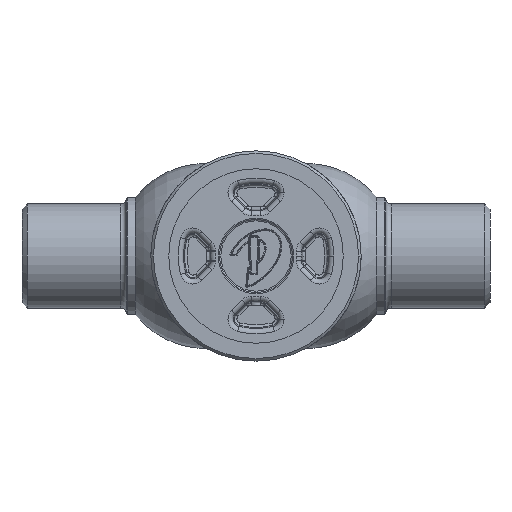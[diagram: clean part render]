
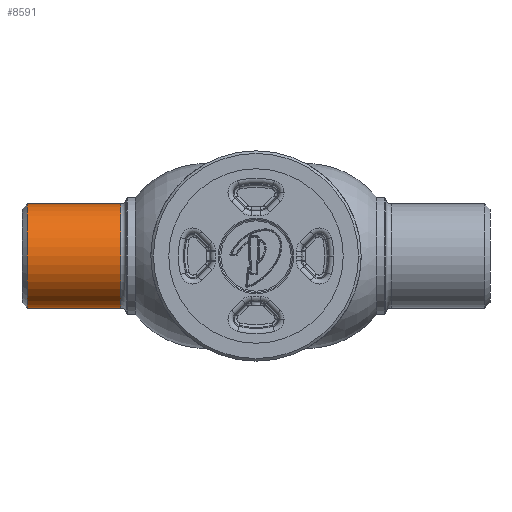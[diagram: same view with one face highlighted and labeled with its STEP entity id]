
A CAD part, front view. The second image highlights one B-rep face of the part: STEP entity #8591.
In plain terms, the highlighted cylindrical face has radius 20 mm (diameter 40 mm), a partial arc.
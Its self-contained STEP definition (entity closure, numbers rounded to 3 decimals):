
#49 = LINE ( 'NONE', #1321, #1680 ) ;
#547 = CARTESIAN_POINT ( 'NONE',  ( -87.9, 40., 0. ) ) ;
#684 = CARTESIAN_POINT ( 'NONE',  ( -87.615, 40., 20. ) ) ;
#857 = DIRECTION ( 'NONE',  ( -1., 0., 0. ) ) ;
#1256 = DIRECTION ( 'NONE',  ( 0., 0., -1. ) ) ;
#1321 = CARTESIAN_POINT ( 'NONE',  ( -87.615, 40., -20. ) ) ;
#1400 = VERTEX_POINT ( 'NONE', #7437 ) ;
#1680 = VECTOR ( 'NONE', #6904, 1000. ) ;
#2271 = ORIENTED_EDGE ( 'NONE', *, *, #7483, .F. ) ;
#3211 = DIRECTION ( 'NONE',  ( -1., 0., 0. ) ) ;
#3286 = AXIS2_PLACEMENT_3D ( 'NONE', #5059, #857, #4351 ) ;
#3314 = EDGE_CURVE ( 'NONE', #1400, #5502, #7489, .T. ) ;
#3402 = AXIS2_PLACEMENT_3D ( 'NONE', #7413, #3211, #8117 ) ;
#3484 = ORIENTED_EDGE ( 'NONE', *, *, #6253, .T. ) ;
#3645 = VERTEX_POINT ( 'NONE', #5790 ) ;
#4175 = CIRCLE ( 'NONE', #3402, 20. ) ;
#4351 = DIRECTION ( 'NONE',  ( 0., 0., -1. ) ) ;
#4680 = EDGE_LOOP ( 'NONE', ( #3484, #5304, #5054, #2271 ) ) ;
#4747 = EDGE_CURVE ( 'NONE', #6979, #5502, #7344, .T. ) ;
#5054 = ORIENTED_EDGE ( 'NONE', *, *, #4747, .F. ) ;
#5059 = CARTESIAN_POINT ( 'NONE',  ( -87.615, 40., 0. ) ) ;
#5192 = VECTOR ( 'NONE', #8915, 1000. ) ;
#5304 = ORIENTED_EDGE ( 'NONE', *, *, #3314, .T. ) ;
#5440 = DIRECTION ( 'NONE',  ( -1., 0., 0. ) ) ;
#5502 = VERTEX_POINT ( 'NONE', #7382 ) ;
#5790 = CARTESIAN_POINT ( 'NONE',  ( -51.9, 40., -20. ) ) ;
#6253 = EDGE_CURVE ( 'NONE', #3645, #1400, #4175, .T. ) ;
#6257 = FACE_OUTER_BOUND ( 'NONE', #4680, .T. ) ;
#6904 = DIRECTION ( 'NONE',  ( -1., 0., 0. ) ) ;
#6979 = VERTEX_POINT ( 'NONE', #8803 ) ;
#7344 = CIRCLE ( 'NONE', #8917, 20. ) ;
#7382 = CARTESIAN_POINT ( 'NONE',  ( -87.9, 40., 20. ) ) ;
#7413 = CARTESIAN_POINT ( 'NONE',  ( -51.9, 40., 0. ) ) ;
#7437 = CARTESIAN_POINT ( 'NONE',  ( -51.9, 40., 20. ) ) ;
#7483 = EDGE_CURVE ( 'NONE', #3645, #6979, #49, .T. ) ;
#7489 = LINE ( 'NONE', #684, #5192 ) ;
#7894 = CYLINDRICAL_SURFACE ( 'NONE', #3286, 20. ) ;
#8117 = DIRECTION ( 'NONE',  ( 0., 0., 1. ) ) ;
#8591 = ADVANCED_FACE ( 'NONE', ( #6257 ), #7894, .T. ) ;
#8803 = CARTESIAN_POINT ( 'NONE',  ( -87.9, 40., -20. ) ) ;
#8915 = DIRECTION ( 'NONE',  ( -1., 0., 0. ) ) ;
#8917 = AXIS2_PLACEMENT_3D ( 'NONE', #547, #5440, #1256 ) ;
